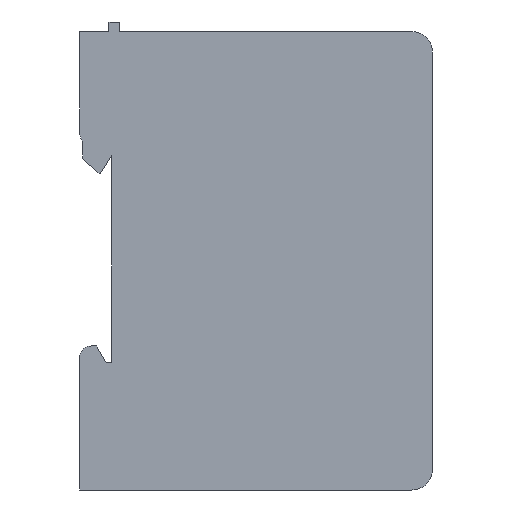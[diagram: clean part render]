
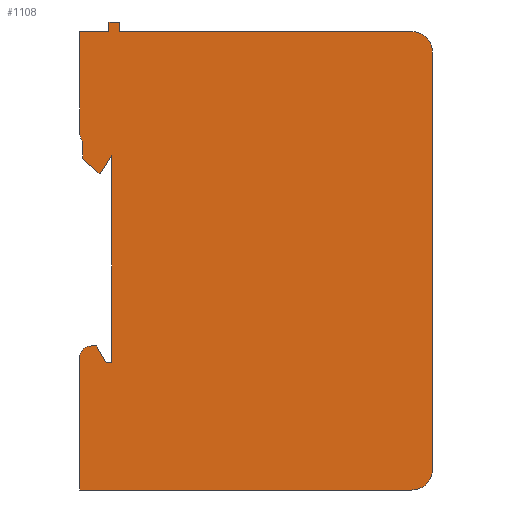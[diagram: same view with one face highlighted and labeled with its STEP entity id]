
A CAD part, left-side view. The second image highlights one B-rep face of the part: STEP entity #1108.
In plain terms, the highlighted planar face has unit normal (-1, 0, 0).
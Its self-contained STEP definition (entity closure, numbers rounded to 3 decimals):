
#103=DIRECTION('',(0.,0.,1.));
#104=VECTOR('',#103,71.);
#105=CARTESIAN_POINT('',(0.,-60.,3.5));
#106=LINE('',#105,#104);
#119=DIRECTION('',(0.,-1.,0.));
#120=VECTOR('',#119,56.5);
#121=CARTESIAN_POINT('',(0.,0.,0.));
#122=LINE('',#121,#120);
#135=DIRECTION('',(0.,0.,-1.));
#136=VECTOR('',#135,22.5);
#137=CARTESIAN_POINT('',(0.,0.,22.5));
#138=LINE('',#137,#136);
#151=DIRECTION('',(0.,1.,0.));
#152=VECTOR('',#151,0.883);
#153=CARTESIAN_POINT('',(0.,-2.883,24.5));
#154=LINE('',#153,#152);
#163=DIRECTION('',(0.,1.,0.));
#164=VECTOR('',#163,1.);
#165=CARTESIAN_POINT('',(0.,-5.5,21.7));
#166=LINE('',#165,#164);
#171=DIRECTION('',(0.,0.,-1.));
#172=VECTOR('',#171,35.2);
#173=CARTESIAN_POINT('',(0.,-5.5,56.9));
#174=LINE('',#173,#172);
#199=DIRECTION('',(0.,0.,-1.));
#200=VECTOR('',#199,17.3);
#201=CARTESIAN_POINT('',(0.,0.,78.));
#202=LINE('',#201,#200);
#207=DIRECTION('',(0.,1.,0.));
#208=VECTOR('',#207,4.963);
#209=CARTESIAN_POINT('',(0.,-4.963,78.));
#210=LINE('',#209,#208);
#223=DIRECTION('',(0.,1.,0.));
#224=VECTOR('',#223,49.737);
#225=CARTESIAN_POINT('',(0.,-56.5,78.));
#226=LINE('',#225,#224);
#247=CARTESIAN_POINT('',(0.,-56.5,3.5));
#248=DIRECTION('',(1.,0.,0.));
#249=DIRECTION('',(0.,-1.,0.));
#250=AXIS2_PLACEMENT_3D('',#247,#248,#249);
#252=CARTESIAN_POINT('',(0.,-2.,22.5));
#253=DIRECTION('',(1.,0.,0.));
#254=DIRECTION('',(0.,1.,0.));
#255=AXIS2_PLACEMENT_3D('',#252,#253,#254);
#257=DIRECTION('',(0.,-0.5,-0.866));
#258=VECTOR('',#257,3.233);
#259=CARTESIAN_POINT('',(0.,-2.883,24.5));
#260=LINE('',#259,#258);
#261=DIRECTION('',(0.,0.543,-0.84));
#262=VECTOR('',#261,3.737);
#263=CARTESIAN_POINT('',(0.,-5.5,56.9));
#264=LINE('',#263,#262);
#265=DIRECTION('',(0.,0.756,0.655));
#266=VECTOR('',#265,3.712);
#267=CARTESIAN_POINT('',(0.,-3.471,53.762));
#268=LINE('',#267,#266);
#269=CARTESIAN_POINT('',(0.,-0.993,56.569));
#270=DIRECTION('',(1.,0.,0.));
#271=DIRECTION('',(0.,0.655,-0.756));
#272=AXIS2_PLACEMENT_3D('',#269,#270,#271);
#274=DIRECTION('',(0.,-0.014,1.));
#275=VECTOR('',#274,2.71);
#276=CARTESIAN_POINT('',(0.,-0.496,56.629));
#277=LINE('',#276,#275);
#278=CARTESIAN_POINT('',(0.,-2.,60.7));
#279=DIRECTION('',(1.,0.,0.));
#280=DIRECTION('',(0.,0.732,-0.681));
#281=AXIS2_PLACEMENT_3D('',#278,#279,#280);
#283=DIRECTION('',(0.,-0.015,1.));
#284=VECTOR('',#283,1.611);
#285=CARTESIAN_POINT('',(0.,-4.963,78.));
#286=LINE('',#285,#284);
#287=DIRECTION('',(0.,-1.,-0.015));
#288=VECTOR('',#287,1.8);
#289=CARTESIAN_POINT('',(0.,-4.987,
79.611));
#290=LINE('',#289,#288);
#291=DIRECTION('',(0.,0.015,-1.));
#292=VECTOR('',#291,1.583);
#293=CARTESIAN_POINT('',(0.,-6.787,
79.583));
#294=LINE('',#293,#292);
#295=CARTESIAN_POINT('',(0.,-56.5,74.5));
#296=DIRECTION('',(1.,0.,0.));
#297=DIRECTION('',(0.,0.,1.));
#298=AXIS2_PLACEMENT_3D('',#295,#296,#297);
#586=CARTESIAN_POINT('',(0.,-60.,3.5));
#587=VERTEX_POINT('',#586);
#588=CARTESIAN_POINT('',(0.,-60.,74.5));
#589=VERTEX_POINT('',#588);
#590=CARTESIAN_POINT('',(0.,-56.5,0.));
#591=VERTEX_POINT('',#590);
#592=CARTESIAN_POINT('',(0.,0.,0.));
#593=VERTEX_POINT('',#592);
#602=CARTESIAN_POINT('',(0.,0.,22.5));
#603=VERTEX_POINT('',#602);
#604=CARTESIAN_POINT('',(0.,-2.,24.5));
#605=VERTEX_POINT('',#604);
#606=CARTESIAN_POINT('',(0.,-2.883,24.5));
#607=VERTEX_POINT('',#606);
#608=CARTESIAN_POINT('',(0.,-4.5,21.7));
#609=VERTEX_POINT('',#608);
#610=CARTESIAN_POINT('',(0.,-5.5,21.7));
#611=VERTEX_POINT('',#610);
#612=CARTESIAN_POINT('',(0.,-5.5,56.9));
#613=VERTEX_POINT('',#612);
#614=CARTESIAN_POINT('',(0.,-3.471,53.762));
#615=VERTEX_POINT('',#614);
#616=CARTESIAN_POINT('',(0.,-0.665,56.191));
#617=VERTEX_POINT('',#616);
#618=CARTESIAN_POINT('',(0.,-0.496,56.629));
#619=VERTEX_POINT('',#618);
#620=CARTESIAN_POINT('',(0.,-0.535,59.338));
#621=VERTEX_POINT('',#620);
#622=CARTESIAN_POINT('',(0.,0.,60.7));
#623=VERTEX_POINT('',#622);
#624=CARTESIAN_POINT('',(0.,0.,78.));
#625=VERTEX_POINT('',#624);
#626=CARTESIAN_POINT('',(0.,-4.963,78.));
#627=VERTEX_POINT('',#626);
#628=CARTESIAN_POINT('',(0.,-4.987,
79.611));
#629=VERTEX_POINT('',#628);
#630=CARTESIAN_POINT('',(0.,-6.787,
79.583));
#631=VERTEX_POINT('',#630);
#632=CARTESIAN_POINT('',(0.,-6.763,78.));
#633=VERTEX_POINT('',#632);
#634=CARTESIAN_POINT('',(0.,-56.5,78.));
#635=VERTEX_POINT('',#634);
#1080=CARTESIAN_POINT('',(0.,-30.,39.805));
#1081=DIRECTION('',(-1.,0.,0.));
#1082=DIRECTION('',(0.,0.,-1.));
#1083=AXIS2_PLACEMENT_3D('',#1080,#1081,#1082);
#1084=PLANE('',#1083);
#1085=ORIENTED_EDGE('',*,*,#774,.F.);
#1086=ORIENTED_EDGE('',*,*,#789,.T.);
#1087=ORIENTED_EDGE('',*,*,#803,.F.);
#1088=ORIENTED_EDGE('',*,*,#827,.F.);
#1089=ORIENTED_EDGE('',*,*,#841,.T.);
#1090=ORIENTED_EDGE('',*,*,#855,.F.);
#1091=ORIENTED_EDGE('',*,*,#869,.T.);
#1092=ORIENTED_EDGE('',*,*,#883,.F.);
#1093=ORIENTED_EDGE('',*,*,#897,.F.);
#1094=ORIENTED_EDGE('',*,*,#911,.T.);
#1095=ORIENTED_EDGE('',*,*,#925,.T.);
#1096=ORIENTED_EDGE('',*,*,#939,.T.);
#1097=ORIENTED_EDGE('',*,*,#953,.T.);
#1098=ORIENTED_EDGE('',*,*,#967,.T.);
#1099=ORIENTED_EDGE('',*,*,#981,.F.);
#1100=ORIENTED_EDGE('',*,*,#995,.F.);
#1101=ORIENTED_EDGE('',*,*,#1009,.T.);
#1102=ORIENTED_EDGE('',*,*,#1023,.T.);
#1103=ORIENTED_EDGE('',*,*,#1037,.T.);
#1104=ORIENTED_EDGE('',*,*,#1051,.F.);
#1105=ORIENTED_EDGE('',*,*,#1074,.T.);
#1106=EDGE_LOOP('',(#1085,#1086,#1087,#1088,#1089,#1090,#1091,#1092,#1093,#1094,
#1095,#1096,#1097,#1098,#1099,#1100,#1101,#1102,#1103,#1104,#1105));
#1107=FACE_OUTER_BOUND('',#1106,.F.);
#1108=ADVANCED_FACE('',(#1107),#1084,.T.);
#251=CIRCLE('',#250,3.5);
#256=CIRCLE('',#255,2.);
#273=CIRCLE('',#272,0.5);
#282=CIRCLE('',#281,2.);
#299=CIRCLE('',#298,3.5);
#774=EDGE_CURVE('',#587,#589,#106,.T.);
#789=EDGE_CURVE('',#587,#591,#251,.T.);
#803=EDGE_CURVE('',#593,#591,#122,.T.);
#827=EDGE_CURVE('',#603,#593,#138,.T.);
#841=EDGE_CURVE('',#603,#605,#256,.T.);
#855=EDGE_CURVE('',#607,#605,#154,.T.);
#869=EDGE_CURVE('',#607,#609,#260,.T.);
#883=EDGE_CURVE('',#611,#609,#166,.T.);
#897=EDGE_CURVE('',#613,#611,#174,.T.);
#911=EDGE_CURVE('',#613,#615,#264,.T.);
#925=EDGE_CURVE('',#615,#617,#268,.T.);
#939=EDGE_CURVE('',#617,#619,#273,.T.);
#953=EDGE_CURVE('',#619,#621,#277,.T.);
#967=EDGE_CURVE('',#621,#623,#282,.T.);
#981=EDGE_CURVE('',#625,#623,#202,.T.);
#995=EDGE_CURVE('',#627,#625,#210,.T.);
#1009=EDGE_CURVE('',#627,#629,#286,.T.);
#1023=EDGE_CURVE('',#629,#631,#290,.T.);
#1037=EDGE_CURVE('',#631,#633,#294,.T.);
#1051=EDGE_CURVE('',#635,#633,#226,.T.);
#1074=EDGE_CURVE('',#635,#589,#299,.T.);
